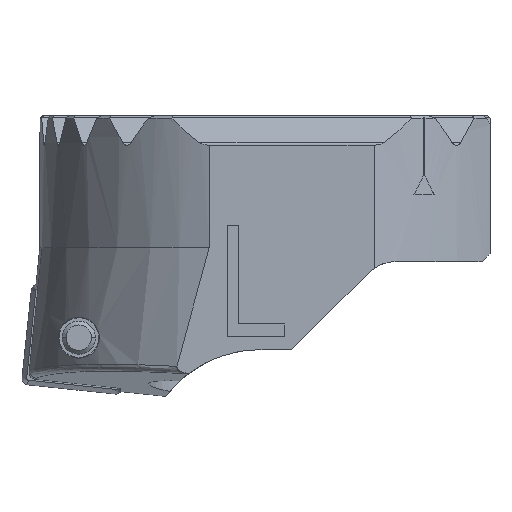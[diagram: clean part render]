
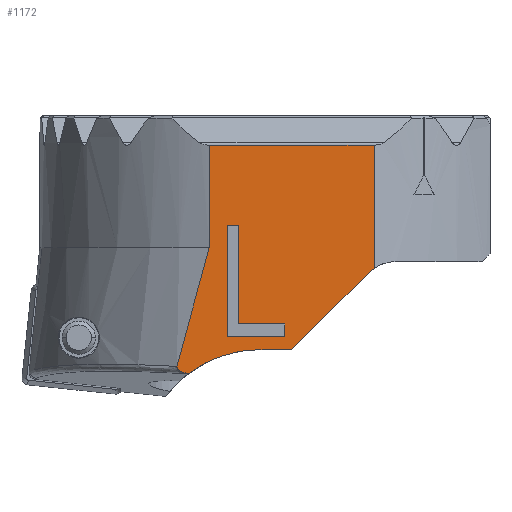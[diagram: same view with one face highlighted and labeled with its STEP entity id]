
A CAD part, front view. The second image highlights one B-rep face of the part: STEP entity #1172.
In plain terms, the highlighted planar face has unit normal (0, -1, 0).
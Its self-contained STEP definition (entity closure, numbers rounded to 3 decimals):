
#1118=EDGE_CURVE('NONE',#1298,#2192,#3259,.F.);
#1172=ADVANCED_FACE('Fl�che11',(#3315,#3316),#3317,.T.);
#1188=VERTEX_POINT('NONE',#3336);
#1200=EDGE_CURVE('NONE',#2588,#1972,#3349,.F.);
#1208=VERTEX_POINT('NONE',#3358);
#1298=VERTEX_POINT('NONE',#3456);
#1414=VERTEX_POINT('NONE',#3584);
#1432=EDGE_CURVE('NONE',#1208,#2536,#3604,.T.);
#1490=EDGE_CURVE('NONE',#2024,#1972,#3667,.F.);
#1514=VERTEX_POINT('NONE',#3694);
#1764=EDGE_CURVE('NONE',#1188,#1850,#3967,.T.);
#1850=VERTEX_POINT('NONE',#4062);
#1972=VERTEX_POINT('NONE',#4198);
#2024=VERTEX_POINT('NONE',#4256);
#2042=EDGE_CURVE('NONE',#2076,#2780,#4275,.T.);
#2076=VERTEX_POINT('NONE',#4311);
#2088=EDGE_CURVE('NONE',#1514,#1188,#4324,.T.);
#2116=EDGE_CURVE('NONE',#2780,#1514,#4354,.T.);
#2118=EDGE_CURVE('NONE',#2588,#1414,#4356,.T.);
#2136=EDGE_CURVE('NONE',#2192,#1414,#4375,.F.);
#2192=VERTEX_POINT('NONE',#4443);
#2356=EDGE_CURVE('NONE',#3134,#1298,#4620,.F.);
#2394=EDGE_CURVE('NONE',#1850,#2682,#4661,.T.);
#2536=VERTEX_POINT('NONE',#4818);
#2586=EDGE_CURVE('NONE',#2682,#2076,#4873,.T.);
#2588=VERTEX_POINT('NONE',#4875);
#2682=VERTEX_POINT('NONE',#4974);
#2762=EDGE_CURVE('NONE',#2536,#2024,#5065,.T.);
#2780=VERTEX_POINT('NONE',#5084);
#2970=EDGE_CURVE('NONE',#1208,#3134,#5288,.F.);
#3134=VERTEX_POINT('NONE',#5464);
#3259=LINE('',#5605,#5606);
#3315=FACE_OUTER_BOUND('',#5681,.T.);
#3316=FACE_BOUND('',#5682,.T.);
#3317=PLANE('',#5683);
#3336=CARTESIAN_POINT('',(25.868,-30.46,21.2));
#3349=LINE('',#5734,#5735);
#3358=CARTESIAN_POINT('',(20.961,-30.46,2.571));
#3456=CARTESIAN_POINT('',(34.0,-30.46,5.6));
#3584=CARTESIAN_POINT('',(44.395,-30.46,15.859));
#3604=B_SPLINE_CURVE_WITH_KNOTS('',3,(#6157,#6158,#6159,#6160,#6161,#6162,#6163,#6164,#6165,#6166,#6167,#6168),.UNSPECIFIED.,.F.,.F.,(4,2,2,2,2,4),(-1.152,-0.684,-0.437,-0.282,-0.145,-0.0),.UNSPECIFIED.);
#3667=LINE('',#6264,#6265);
#3694=CARTESIAN_POINT('',(25.868,-30.46,7.2));
#3967=LINE('',#7458,#7459);
#4062=CARTESIAN_POINT('',(27.323,-30.46,21.2));
#4198=CARTESIAN_POINT('',(23.605,-30.46,31.385));
#4256=CARTESIAN_POINT('',(23.605,-30.46,18.453));
#4275=LINE('',#8061,#8062);
#4311=CARTESIAN_POINT('',(33.141,-30.46,8.836));
#4324=LINE('',#8144,#8145);
#4354=LINE('',#8186,#8187);
#4356=LINE('',#8190,#8191);
#4375=CIRCLE('',#8219,5.);
#4443=CARTESIAN_POINT('',(43.636,-30.46,15.236));
#4620=LINE('',#8616,#8617);
#4661=LINE('',#8688,#8689);
#4818=CARTESIAN_POINT('',(19.528,-30.46,3.497));
#4873=LINE('',#9036,#9037);
#4875=CARTESIAN_POINT('',(44.395,-30.46,31.385));
#4974=CARTESIAN_POINT('',(27.323,-30.46,8.836));
#5065=B_SPLINE_CURVE_WITH_KNOTS('',3,(#9411,#9412,#9413,#9414,#9415,#9416),.UNSPECIFIED.,.F.,.F.,(4,2,4),(0.0,8.14,19.37),.UNSPECIFIED.);
#5084=CARTESIAN_POINT('',(33.141,-30.46,7.2));
#5288=CIRCLE('',#9773,15.0);
#5464=CARTESIAN_POINT('',(30.0,-30.46,5.6));
#5605=CARTESIAN_POINT('',(49.362,-30.46,20.962));
#5606=VECTOR('',#10269,1.0);
#5681=EDGE_LOOP('',(#10314,#10315,#10316,#10317,#10318,#10319,#10320,#10321,#10322));
#5682=EDGE_LOOP('',(#10323,#10324,#10325,#10326,#10327,#10328));
#5683=AXIS2_PLACEMENT_3D('',#10329,#10330,#10331);
#5734=CARTESIAN_POINT('',(59.0,-30.46,31.385));
#5735=VECTOR('',#10372,1.0);
#6157=CARTESIAN_POINT('',(20.961,-30.46,2.571));
#6158=CARTESIAN_POINT('',(20.872,-30.46,2.584));
#6159=CARTESIAN_POINT('',(20.56,-30.46,2.631));
#6160=CARTESIAN_POINT('',(20.094,-30.46,2.806));
#6161=CARTESIAN_POINT('',(19.931,-30.46,2.887));
#6162=CARTESIAN_POINT('',(19.712,-30.46,3.06));
#6163=CARTESIAN_POINT('',(19.65,-30.46,3.129));
#6164=CARTESIAN_POINT('',(19.566,-30.46,3.257));
#6165=CARTESIAN_POINT('',(19.546,-30.46,3.31));
#6166=CARTESIAN_POINT('',(19.524,-30.46,3.401));
#6167=CARTESIAN_POINT('',(19.521,-30.46,3.449));
#6168=CARTESIAN_POINT('',(19.528,-30.46,3.497));
#6264=CARTESIAN_POINT('',(23.605,-30.46,0.));
#6265=VECTOR('',#10749,1.0);
#7458=CARTESIAN_POINT('',(45.809,-30.46,21.2));
#7459=VECTOR('',#11086,1.0);
#8061=CARTESIAN_POINT('',(33.141,-30.46,22.068));
#8062=VECTOR('',#11432,1.0);
#8144=CARTESIAN_POINT('',(25.868,-30.46,21.25));
#8145=VECTOR('',#11485,1.0);
#8186=CARTESIAN_POINT('',(49.445,-30.46,7.2));
#8187=VECTOR('',#11513,1.0);
#8190=CARTESIAN_POINT('',(44.395,-30.46,0.));
#8191=VECTOR('',#11514,1.0);
#8219=AXIS2_PLACEMENT_3D('',#11529,#11530,#11531);
#8616=CARTESIAN_POINT('',(49.875,-30.46,5.6));
#8617=VECTOR('',#11840,1.0);
#8688=CARTESIAN_POINT('',(27.323,-30.46,28.25));
#8689=VECTOR('',#11878,1.0);
#9036=CARTESIAN_POINT('',(46.536,-30.46,8.836));
#9037=VECTOR('',#12133,1.0);
#9411=CARTESIAN_POINT('',(19.337,-30.46,2.697));
#9412=CARTESIAN_POINT('',(19.964,-30.46,5.337));
#9413=CARTESIAN_POINT('',(20.632,-30.46,8.016));
#9414=CARTESIAN_POINT('',(22.303,-30.46,14.256));
#9415=CARTESIAN_POINT('',(23.057,-30.46,16.733));
#9416=CARTESIAN_POINT('',(23.655,-30.46,18.61));
#9773=AXIS2_PLACEMENT_3D('',#12566,#12567,#12568);
#10269=DIRECTION('',(-0.707,0.,-0.707));
#10314=ORIENTED_EDGE('',*,*,#2118,.F.);
#10315=ORIENTED_EDGE('',*,*,#1200,.T.);
#10316=ORIENTED_EDGE('',*,*,#1490,.F.);
#10317=ORIENTED_EDGE('',*,*,#2762,.F.);
#10318=ORIENTED_EDGE('',*,*,#1432,.F.);
#10319=ORIENTED_EDGE('',*,*,#2970,.T.);
#10320=ORIENTED_EDGE('',*,*,#2356,.T.);
#10321=ORIENTED_EDGE('',*,*,#1118,.T.);
#10322=ORIENTED_EDGE('',*,*,#2136,.T.);
#10323=ORIENTED_EDGE('',*,*,#2042,.T.);
#10324=ORIENTED_EDGE('',*,*,#2116,.T.);
#10325=ORIENTED_EDGE('',*,*,#2088,.T.);
#10326=ORIENTED_EDGE('',*,*,#1764,.T.);
#10327=ORIENTED_EDGE('',*,*,#2394,.T.);
#10328=ORIENTED_EDGE('',*,*,#2586,.T.);
#10329=CARTESIAN_POINT('',(65.75,-30.46,35.3));
#10330=DIRECTION('',(0.,-1.0,0.));
#10331=DIRECTION('',(0.,0.,1.0));
#10372=DIRECTION('',(1.0,0.,0.));
#10749=DIRECTION('',(0.,0.,-1.0));
#11086=DIRECTION('',(1.0,0.,0.));
#11432=DIRECTION('',(0.,0.,-1.0));
#11485=DIRECTION('',(0.,0.,1.0));
#11513=DIRECTION('',(-1.0,0.,0.));
#11514=DIRECTION('',(0.,0.,-1.0));
#11529=CARTESIAN_POINT('',(47.171,-30.46,11.7));
#11530=DIRECTION('',(0.,-1.0,0.));
#11531=DIRECTION('',(1.0,0.,0.));
#11840=DIRECTION('',(-1.0,0.,0.));
#11878=DIRECTION('',(0.,0.,-1.0));
#12133=DIRECTION('',(1.0,0.,0.));
#12566=CARTESIAN_POINT('',(30.0,-30.46,-9.4));
#12567=DIRECTION('',(0.,-1.0,0.));
#12568=DIRECTION('',(1.0,0.,0.));
